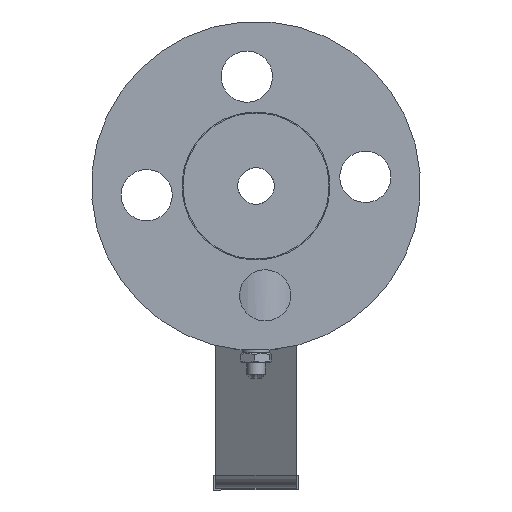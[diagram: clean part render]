
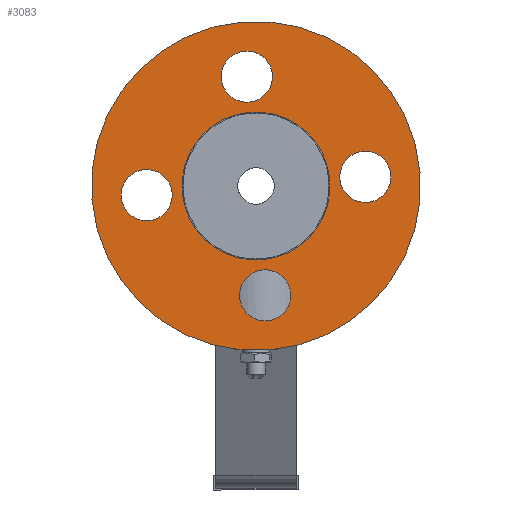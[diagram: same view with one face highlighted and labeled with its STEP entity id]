
A CAD part, left-side view. The second image highlights one B-rep face of the part: STEP entity #3083.
In plain terms, the highlighted planar face has unit normal (-1, 0, 0).
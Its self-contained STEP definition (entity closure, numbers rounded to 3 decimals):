
#3083=ADVANCED_FACE('',(#4494,#4496,#4498,#4500,#4502,#4504),#4506,.T.);
#4494=FACE_BOUND('',#4495,.T.);
#4495=EDGE_LOOP('',(#5410));
#4496=FACE_BOUND('',#4497,.T.);
#4497=EDGE_LOOP('',(#5411));
#4498=FACE_BOUND('',#4499,.T.);
#4499=EDGE_LOOP('',(#5412));
#4500=FACE_BOUND('',#4501,.T.);
#4501=EDGE_LOOP('',(#5413));
#4502=FACE_BOUND('',#4503,.T.);
#4503=EDGE_LOOP('',(#5414));
#4504=FACE_BOUND('',#4505,.T.);
#4505=EDGE_LOOP('',(#5415));
#4506=PLANE('',#4507);
#4507=AXIS2_PLACEMENT_3D('',#4508,#4509,#4510);
#4508=CARTESIAN_POINT('',(-63.,0.,0.));
#4509=DIRECTION('',(-1.,0.,0.));
#4510=DIRECTION('',(0.,-0.083,-0.997));
#5410=ORIENTED_EDGE('',*,*,#6221,.T.);
#5411=ORIENTED_EDGE('',*,*,#6222,.T.);
#5412=ORIENTED_EDGE('',*,*,#6223,.T.);
#5413=ORIENTED_EDGE('',*,*,#6224,.T.);
#5414=ORIENTED_EDGE('',*,*,#6219,.F.);
#5415=ORIENTED_EDGE('',*,*,#6225,.T.);
#6219=EDGE_CURVE('',#8418,#8418,#8419,.T.);
#6221=EDGE_CURVE('',#8422,#8422,#8423,.T.);
#6222=EDGE_CURVE('',#8424,#8424,#8425,.T.);
#6223=EDGE_CURVE('',#8426,#8426,#8427,.T.);
#6224=EDGE_CURVE('',#8428,#8428,#8429,.T.);
#6225=EDGE_CURVE('',#8430,#8430,#8431,.T.);
#8418=VERTEX_POINT('',#8712);
#8419=CIRCLE('',#8713,20.25);
#8422=VERTEX_POINT('',#8722);
#8423=CIRCLE('',#8723,45.);
#8424=VERTEX_POINT('',#8727);
#8425=CIRCLE('',#8728,7.);
#8426=VERTEX_POINT('',#8732);
#8427=CIRCLE('',#8733,7.);
#8428=VERTEX_POINT('',#8737);
#8429=CIRCLE('',#8738,7.);
#8430=VERTEX_POINT('',#8742);
#8431=CIRCLE('',#8743,7.);
#8712=CARTESIAN_POINT('',(-63.,-1.684,-20.18));
#8713=AXIS2_PLACEMENT_3D('',#8714,#8715,#8716);
#8714=CARTESIAN_POINT('',(-63.,0.,0.));
#8715=DIRECTION('',(-1.,0.,0.));
#8716=DIRECTION('',(0.,-0.083,-0.997));
#8722=CARTESIAN_POINT('',(-63.,-3.743,-44.844));
#8723=AXIS2_PLACEMENT_3D('',#8724,#8725,#8726);
#8724=CARTESIAN_POINT('',(-63.,0.,0.));
#8725=DIRECTION('',(-1.,0.,0.));
#8726=DIRECTION('',(0.,-0.083,-0.997));
#8727=CARTESIAN_POINT('',(-63.,29.314,-9.471));
#8728=AXIS2_PLACEMENT_3D('',#8729,#8730,#8731);
#8729=CARTESIAN_POINT('',(-63.,29.896,-2.495));
#8730=DIRECTION('',(1.,0.,0.));
#8731=DIRECTION('',(0.,-0.083,-0.997));
#8732=CARTESIAN_POINT('',(-63.,9.471,29.314));
#8733=AXIS2_PLACEMENT_3D('',#8734,#8735,#8736);
#8734=CARTESIAN_POINT('',(-63.,2.495,29.896));
#8735=DIRECTION('',(1.,0.,0.));
#8736=DIRECTION('',(0.,0.997,-0.083));
#8737=CARTESIAN_POINT('',(-63.,-29.314,9.471));
#8738=AXIS2_PLACEMENT_3D('',#8739,#8740,#8741);
#8739=CARTESIAN_POINT('',(-63.,-29.896,2.495));
#8740=DIRECTION('',(1.,0.,0.));
#8741=DIRECTION('',(0.,0.083,0.997));
#8742=CARTESIAN_POINT('',(-63.,-9.471,-29.314));
#8743=AXIS2_PLACEMENT_3D('',#8744,#8745,#8746);
#8744=CARTESIAN_POINT('',(-63.,-2.495,-29.896));
#8745=DIRECTION('',(1.,0.,0.));
#8746=DIRECTION('',(0.,-0.997,0.083));
